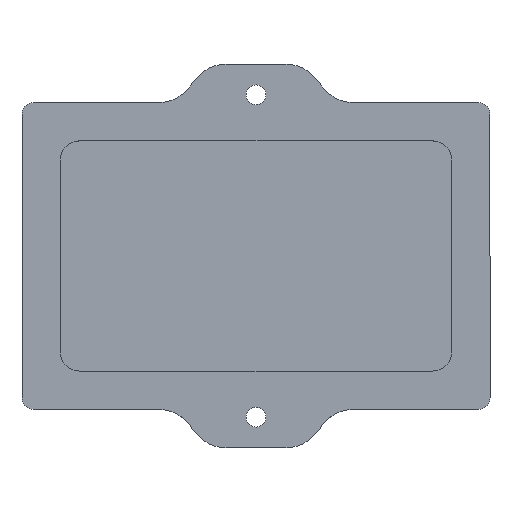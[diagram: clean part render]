
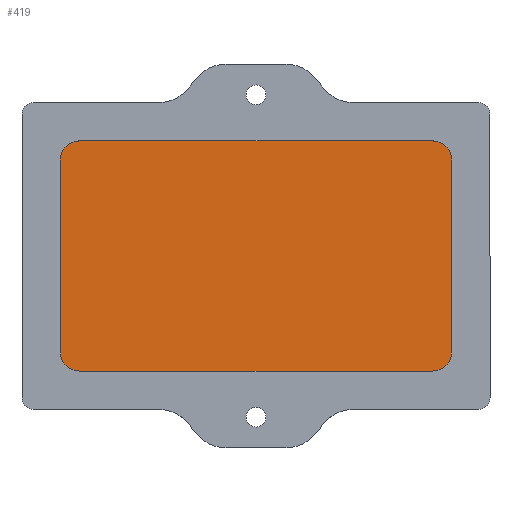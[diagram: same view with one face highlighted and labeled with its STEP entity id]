
A CAD part, top view. The second image highlights one B-rep face of the part: STEP entity #419.
In plain terms, the highlighted planar face has unit normal (0, 0, 1).
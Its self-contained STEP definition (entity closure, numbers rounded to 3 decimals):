
#1 = ORIENTED_EDGE ( 'NONE', *, *, #527, .T. ) ;
#5 = CARTESIAN_POINT ( 'NONE',  ( -46., 25., 1. ) ) ;
#6 = EDGE_CURVE ( 'NONE', #281, #888, #392, .T. ) ;
#18 = DIRECTION ( 'NONE',  ( 0., -1., 0. ) ) ;
#64 = DIRECTION ( 'NONE',  ( -1., 0., 0. ) ) ;
#66 = VECTOR ( 'NONE', #18, 1000. ) ;
#101 = DIRECTION ( 'NONE',  ( 0., 0., 1. ) ) ;
#102 = VECTOR ( 'NONE', #692, 1000. ) ;
#113 = CARTESIAN_POINT ( 'NONE',  ( -51., 25., 1. ) ) ;
#128 = VERTEX_POINT ( 'NONE', #666 ) ;
#144 = EDGE_CURVE ( 'NONE', #227, #913, #552, .T. ) ;
#149 = CIRCLE ( 'NONE', #1019, 5. ) ;
#159 = AXIS2_PLACEMENT_3D ( 'NONE', #1173, #458, #1066 ) ;
#194 = CARTESIAN_POINT ( 'NONE',  ( -46., -30., 1. ) ) ;
#225 = VECTOR ( 'NONE', #711, 1000. ) ;
#227 = VERTEX_POINT ( 'NONE', #756 ) ;
#267 = CARTESIAN_POINT ( 'NONE',  ( -46., -25., 1. ) ) ;
#275 = VECTOR ( 'NONE', #348, 1000. ) ;
#281 = VERTEX_POINT ( 'NONE', #469 ) ;
#283 = PLANE ( 'NONE',  #990 ) ;
#286 = DIRECTION ( 'NONE',  ( 1., 0., 0. ) ) ;
#314 = ORIENTED_EDGE ( 'NONE', *, *, #6, .T. ) ;
#344 = EDGE_CURVE ( 'NONE', #430, #227, #374, .T. ) ;
#348 = DIRECTION ( 'NONE',  ( -1., 0., 0. ) ) ;
#353 = CARTESIAN_POINT ( 'NONE',  ( 46., 25., 1. ) ) ;
#374 = CIRCLE ( 'NONE', #1316, 5. ) ;
#386 = VERTEX_POINT ( 'NONE', #1090 ) ;
#391 = FACE_OUTER_BOUND ( 'NONE', #688, .T. ) ;
#392 = CIRCLE ( 'NONE', #159, 5. ) ;
#412 = VERTEX_POINT ( 'NONE', #791 ) ;
#414 = CARTESIAN_POINT ( 'NONE',  ( 51., 25., 1. ) ) ;
#419 = ADVANCED_FACE ( 'NONE', ( #391 ), #283, .F. ) ;
#430 = VERTEX_POINT ( 'NONE', #1113 ) ;
#458 = DIRECTION ( 'NONE',  ( 0., 0., 1. ) ) ;
#462 = EDGE_CURVE ( 'NONE', #412, #281, #918, .T. ) ;
#469 = CARTESIAN_POINT ( 'NONE',  ( 46., -30., 1. ) ) ;
#527 = EDGE_CURVE ( 'NONE', #913, #128, #149, .T. ) ;
#552 = LINE ( 'NONE', #1050, #275 ) ;
#583 = DIRECTION ( 'NONE',  ( 0., 0., 1. ) ) ;
#599 = EDGE_CURVE ( 'NONE', #888, #430, #946, .T. ) ;
#602 = AXIS2_PLACEMENT_3D ( 'NONE', #267, #782, #286 ) ;
#644 = ORIENTED_EDGE ( 'NONE', *, *, #852, .T. ) ;
#666 = CARTESIAN_POINT ( 'NONE',  ( -51., 25., 1. ) ) ;
#688 = EDGE_LOOP ( 'NONE', ( #959, #999, #1, #644, #872, #826, #314, #1150 ) ) ;
#692 = DIRECTION ( 'NONE',  ( 1., 0., 0. ) ) ;
#697 = DIRECTION ( 'NONE',  ( -1., 0., 0. ) ) ;
#711 = DIRECTION ( 'NONE',  ( 0., 1., 0. ) ) ;
#756 = CARTESIAN_POINT ( 'NONE',  ( 46., 30., 1. ) ) ;
#782 = DIRECTION ( 'NONE',  ( 0., 0., 1. ) ) ;
#791 = CARTESIAN_POINT ( 'NONE',  ( -46., -30., 1. ) ) ;
#826 = ORIENTED_EDGE ( 'NONE', *, *, #462, .T. ) ;
#852 = EDGE_CURVE ( 'NONE', #128, #386, #916, .T. ) ;
#872 = ORIENTED_EDGE ( 'NONE', *, *, #1256, .T. ) ;
#888 = VERTEX_POINT ( 'NONE', #942 ) ;
#913 = VERTEX_POINT ( 'NONE', #1141 ) ;
#916 = LINE ( 'NONE', #113, #66 ) ;
#918 = LINE ( 'NONE', #194, #102 ) ;
#942 = CARTESIAN_POINT ( 'NONE',  ( 51., -25., 1. ) ) ;
#946 = LINE ( 'NONE', #414, #225 ) ;
#959 = ORIENTED_EDGE ( 'NONE', *, *, #344, .T. ) ;
#990 = AXIS2_PLACEMENT_3D ( 'NONE', #1297, #1305, #697 ) ;
#999 = ORIENTED_EDGE ( 'NONE', *, *, #144, .T. ) ;
#1019 = AXIS2_PLACEMENT_3D ( 'NONE', #5, #101, #1128 ) ;
#1050 = CARTESIAN_POINT ( 'NONE',  ( -46., 30., 1. ) ) ;
#1066 = DIRECTION ( 'NONE',  ( 1., 0., 0. ) ) ;
#1090 = CARTESIAN_POINT ( 'NONE',  ( -51., -25., 1. ) ) ;
#1113 = CARTESIAN_POINT ( 'NONE',  ( 51., 25., 1. ) ) ;
#1128 = DIRECTION ( 'NONE',  ( -1., 0., 0. ) ) ;
#1141 = CARTESIAN_POINT ( 'NONE',  ( -46., 30., 1. ) ) ;
#1150 = ORIENTED_EDGE ( 'NONE', *, *, #599, .T. ) ;
#1173 = CARTESIAN_POINT ( 'NONE',  ( 46., -25., 1. ) ) ;
#1204 = CIRCLE ( 'NONE', #602, 5. ) ;
#1256 = EDGE_CURVE ( 'NONE', #386, #412, #1204, .T. ) ;
#1297 = CARTESIAN_POINT ( 'NONE',  ( 46., 25., 1. ) ) ;
#1305 = DIRECTION ( 'NONE',  ( 0., 0., -1. ) ) ;
#1316 = AXIS2_PLACEMENT_3D ( 'NONE', #353, #583, #64 ) ;
